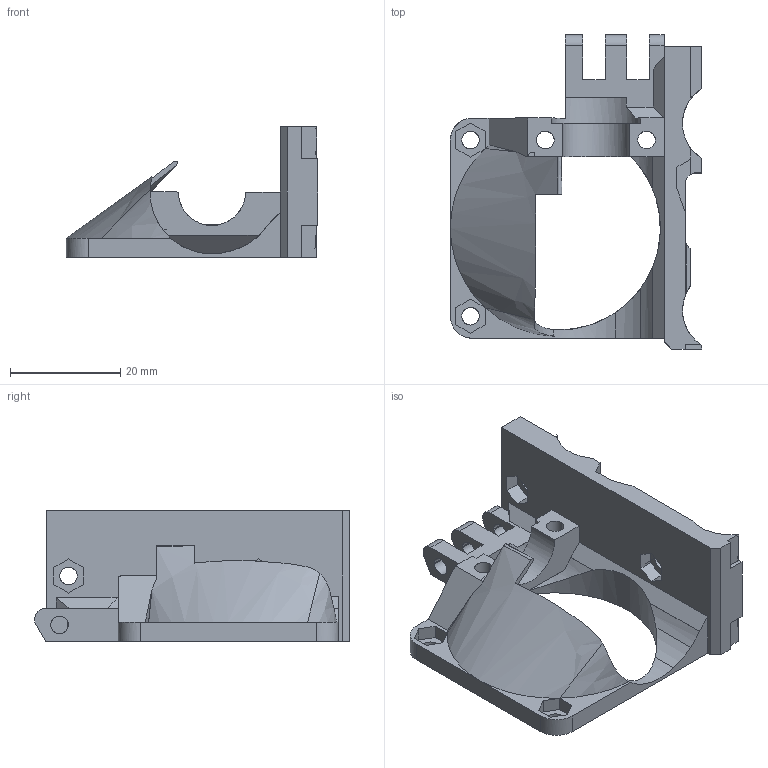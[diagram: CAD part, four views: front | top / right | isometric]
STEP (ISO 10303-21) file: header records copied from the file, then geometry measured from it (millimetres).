
FILE_DESCRIPTION (( 'STEP AP214' ), '1' );
FILE_NAME ('E3Dv6_carriage.STEP', '2024-12-08T11:53:23', ( '' ), ( '' ), 'SwSTEP 2.0', 'SolidWorks 2024', '' );
FILE_SCHEMA (( 'AUTOMOTIVE_DESIGN' ));
Length unit declared in the file: millimetre
Products named in the file (1): E3Dv6_carriage
Bounding box: 45.65 x 57.13 x 23.78 mm (x, y, z)
Volume: 9718.3 mm3; surface area: 7811.1 mm2
Topology: 1 solids, 1 shells, 890 faces, 1675 edges, 788 vertices
Faces by surface type: plane 828, cylinder 50, bspline 8, cone 4
Entity records: 33579 total; most frequent: CARTESIAN_POINT 9960, ORIENTED_EDGE 3350, DIRECTION 1801, EDGE_CURVE 1675, B_SPLINE_CURVE_WITH_KNOTS 1643, EDGE_LOOP 909, UNCERTAINTY_MEASURE_WITH_UNIT 892, COLOUR_RGB 891
